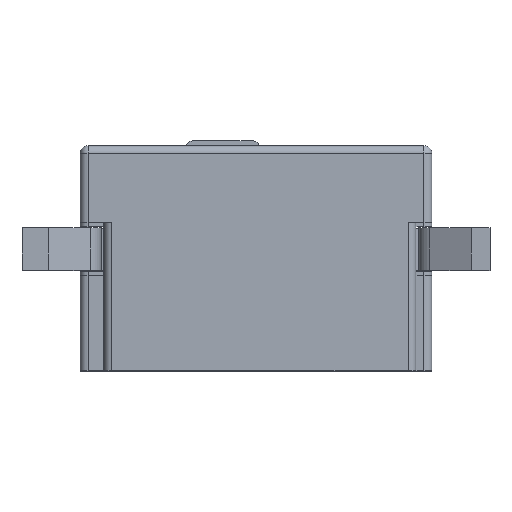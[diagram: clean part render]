
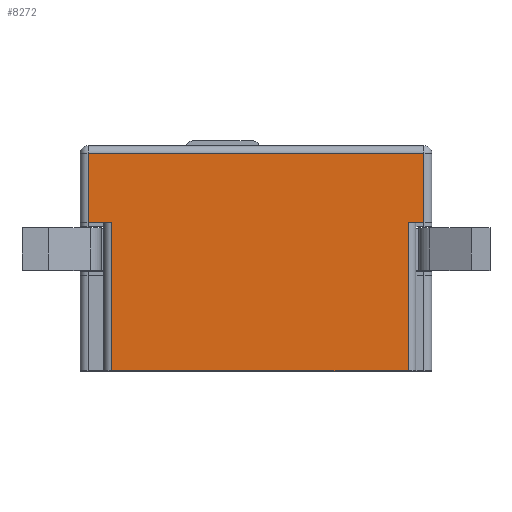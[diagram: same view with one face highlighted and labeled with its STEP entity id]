
A CAD part, top view. The second image highlights one B-rep face of the part: STEP entity #8272.
In plain terms, the highlighted planar face has unit normal (0, 0, 1).
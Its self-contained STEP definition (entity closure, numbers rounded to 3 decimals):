
#207 = LINE ( 'NONE', #14852, #5525 ) ;
#331 = VERTEX_POINT ( 'NONE', #5005 ) ;
#609 = CARTESIAN_POINT ( 'NONE',  ( -1.45, 1., 2.6 ) ) ;
#627 = CARTESIAN_POINT ( 'NONE',  ( -1.15, -7.52, 2.6 ) ) ;
#1164 = VECTOR ( 'NONE', #2747, 1000. ) ;
#1424 = ORIENTED_EDGE ( 'NONE', *, *, #10253, .F. ) ;
#1455 = CARTESIAN_POINT ( 'NONE',  ( -1.45, -7.52, 2.6 ) ) ;
#1559 = CARTESIAN_POINT ( 'NONE',  ( 10.05, 1., 2.6 ) ) ;
#1715 = CARTESIAN_POINT ( 'NONE',  ( -6.154, -1.91, 2.6 ) ) ;
#2225 = VERTEX_POINT ( 'NONE', #6269 ) ;
#2710 = DIRECTION ( 'NONE',  ( 0., -1., 0. ) ) ;
#2747 = DIRECTION ( 'NONE',  ( 0., -1., 0. ) ) ;
#2981 = VERTEX_POINT ( 'NONE', #627 ) ;
#3061 = FACE_OUTER_BOUND ( 'NONE', #14300, .T. ) ;
#3637 = DIRECTION ( 'NONE',  ( -1., 0., 0. ) ) ;
#4188 = DIRECTION ( 'NONE',  ( 0., -1., 0. ) ) ;
#4526 = CARTESIAN_POINT ( 'NONE',  ( 10.05, -7.52, 2.6 ) ) ;
#4704 = LINE ( 'NONE', #7500, #15275 ) ;
#4793 = LINE ( 'NONE', #1559, #13368 ) ;
#4954 = DIRECTION ( 'NONE',  ( -1., 0., 0. ) ) ;
#5005 = CARTESIAN_POINT ( 'NONE',  ( 10.65, 0.7, 2.6 ) ) ;
#5047 = EDGE_CURVE ( 'NONE', #2981, #10015, #12688, .T. ) ;
#5450 = EDGE_CURVE ( 'NONE', #13395, #10015, #4793, .T. ) ;
#5525 = VECTOR ( 'NONE', #3637, 1000. ) ;
#5616 = CARTESIAN_POINT ( 'NONE',  ( -2.05, 0.7, 2.6 ) ) ;
#5687 = DIRECTION ( 'NONE',  ( -1., 0., 0. ) ) ;
#6269 = CARTESIAN_POINT ( 'NONE',  ( -2.05, -1.91, 2.6 ) ) ;
#6426 = VERTEX_POINT ( 'NONE', #5616 ) ;
#6557 = DIRECTION ( 'NONE',  ( 1., 0., 0. ) ) ;
#6568 = LINE ( 'NONE', #7874, #8801 ) ;
#7010 = ORIENTED_EDGE ( 'NONE', *, *, #13546, .T. ) ;
#7246 = ORIENTED_EDGE ( 'NONE', *, *, #13875, .F. ) ;
#7500 = CARTESIAN_POINT ( 'NONE',  ( 14.754, -1.91, 2.6 ) ) ;
#7874 = CARTESIAN_POINT ( 'NONE',  ( -1.15, 1., 2.6 ) ) ;
#8272 = ADVANCED_FACE ( 'NONE', ( #3061 ), #11836, .F. ) ;
#8575 = ORIENTED_EDGE ( 'NONE', *, *, #8584, .T. ) ;
#8584 = EDGE_CURVE ( 'NONE', #331, #6426, #207, .T. ) ;
#8731 = CARTESIAN_POINT ( 'NONE',  ( 10.65, -1.91, 2.6 ) ) ;
#8801 = VECTOR ( 'NONE', #2710, 1000. ) ;
#9258 = LINE ( 'NONE', #1715, #13212 ) ;
#9895 = CARTESIAN_POINT ( 'NONE',  ( 10.05, -1.91, 2.6 ) ) ;
#10015 = VERTEX_POINT ( 'NONE', #4526 ) ;
#10121 = ORIENTED_EDGE ( 'NONE', *, *, #5450, .F. ) ;
#10253 = EDGE_CURVE ( 'NONE', #331, #10931, #15555, .T. ) ;
#10614 = DIRECTION ( 'NONE',  ( 0., 0., -1. ) ) ;
#10931 = VERTEX_POINT ( 'NONE', #8731 ) ;
#11445 = CARTESIAN_POINT ( 'NONE',  ( -2.05, -1.91, 2.6 ) ) ;
#11462 = ORIENTED_EDGE ( 'NONE', *, *, #5047, .T. ) ;
#11605 = VECTOR ( 'NONE', #4188, 1000. ) ;
#11836 = PLANE ( 'NONE',  #12601 ) ;
#12601 = AXIS2_PLACEMENT_3D ( 'NONE', #609, #10614, #5687 ) ;
#12688 = LINE ( 'NONE', #1455, #14918 ) ;
#12818 = EDGE_CURVE ( 'NONE', #2225, #15630, #9258, .T. ) ;
#13110 = CARTESIAN_POINT ( 'NONE',  ( 10.65, -1.91, 2.6 ) ) ;
#13212 = VECTOR ( 'NONE', #6557, 1000. ) ;
#13368 = VECTOR ( 'NONE', #15317, 1000. ) ;
#13395 = VERTEX_POINT ( 'NONE', #9895 ) ;
#13546 = EDGE_CURVE ( 'NONE', #6426, #2225, #15344, .T. ) ;
#13795 = CARTESIAN_POINT ( 'NONE',  ( -1.15, -1.91, 2.6 ) ) ;
#13875 = EDGE_CURVE ( 'NONE', #10931, #13395, #4704, .T. ) ;
#14300 = EDGE_LOOP ( 'NONE', ( #14732, #14771, #11462, #10121, #7246, #1424, #8575, #7010 ) ) ;
#14732 = ORIENTED_EDGE ( 'NONE', *, *, #12818, .T. ) ;
#14771 = ORIENTED_EDGE ( 'NONE', *, *, #15636, .T. ) ;
#14852 = CARTESIAN_POINT ( 'NONE',  ( -2.35, 0.7, 2.6 ) ) ;
#14918 = VECTOR ( 'NONE', #14966, 1000. ) ;
#14966 = DIRECTION ( 'NONE',  ( 1., 0., 0. ) ) ;
#15275 = VECTOR ( 'NONE', #4954, 1000. ) ;
#15317 = DIRECTION ( 'NONE',  ( 0., -1., 0. ) ) ;
#15344 = LINE ( 'NONE', #11445, #1164 ) ;
#15555 = LINE ( 'NONE', #13110, #11605 ) ;
#15630 = VERTEX_POINT ( 'NONE', #13795 ) ;
#15636 = EDGE_CURVE ( 'NONE', #15630, #2981, #6568, .T. ) ;
